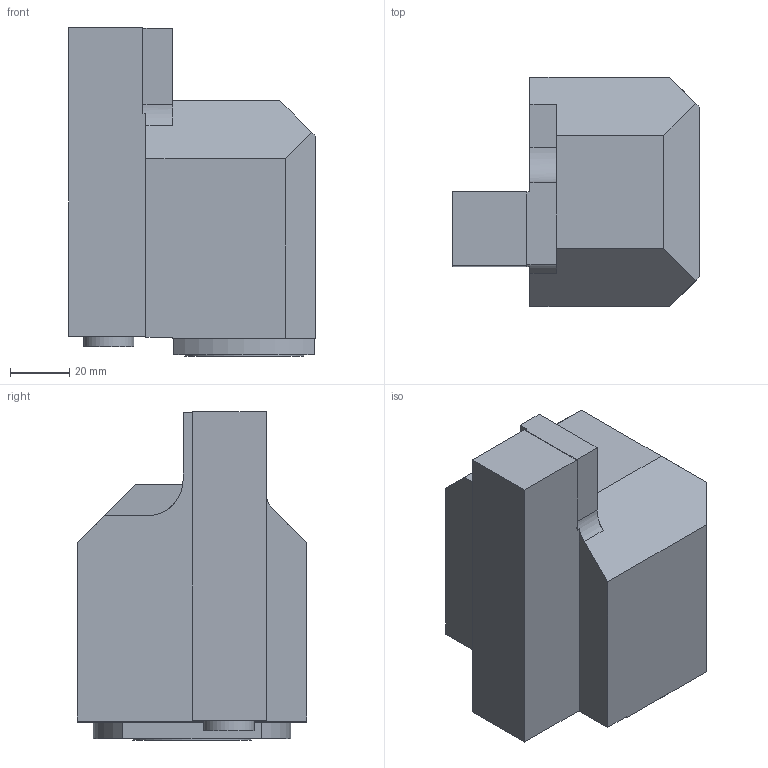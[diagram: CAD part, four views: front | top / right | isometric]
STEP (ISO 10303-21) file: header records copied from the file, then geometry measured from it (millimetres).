
FILE_DESCRIPTION(/* description */ (''),/* implementation_level */ '2;1');
FILE_NAME(/* name */ '1533708220851.stp',/* time_stamp */ '2018-08-08T08:03:47+02:00',/* author */ (''),/* organization */ ('SMS'),/* preprocessor_version */ 'ST-DEVELOPER v15',/* originating_system */ 'SIEMENS PLM Software NX 8.5',/* authorisation */ '');
FILE_SCHEMA (('AUTOMOTIVE_DESIGN { 1 0 10303 214 3 1 1 1 }'));
Length unit declared in the file: millimetre
Products named in the file (1): 201811344mod000_00
Bounding box: 83 x 77 x 110.5 mm (x, y, z)
Volume: 393932.8 mm3; surface area: 38748.3 mm2
Topology: 1 solids, 1 shells, 45 faces, 115 edges, 77 vertices
Faces by surface type: plane 32, cylinder 7, cone 6
Full cylindrical faces by diameter (mm): 2.5 x1, 17 x1, 40 x1
Entity records: 1438 total; most frequent: CARTESIAN_POINT 291, DIRECTION 234, ORIENTED_EDGE 220, EDGE_CURVE 110, LINE 82, VECTOR 82, AXIS2_PLACEMENT_3D 76, VERTEX_POINT 75
